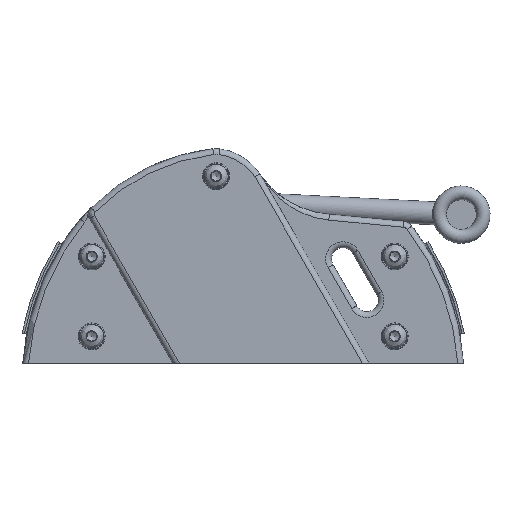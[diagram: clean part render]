
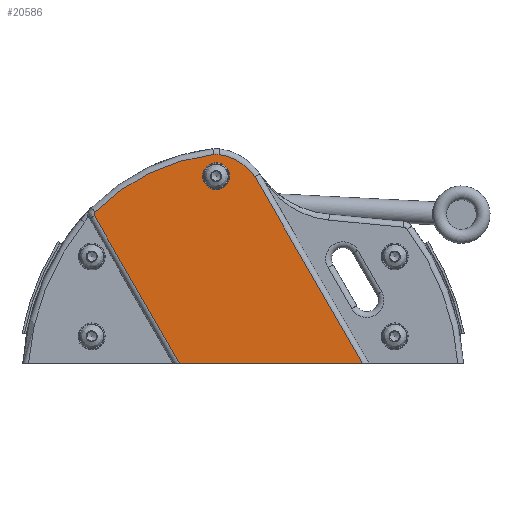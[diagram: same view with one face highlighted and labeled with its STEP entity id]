
A CAD part, left-side view. The second image highlights one B-rep face of the part: STEP entity #20586.
In plain terms, the highlighted planar face has unit normal (-1, 0, 0).
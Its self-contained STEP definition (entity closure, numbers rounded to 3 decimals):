
#196=FACE_BOUND('',#5433,.T.);
#434=PLANE('',#22497);
#1193=LINE('',#34630,#2365);
#1367=LINE('',#35830,#2539);
#1368=LINE('',#35852,#2540);
#2365=VECTOR('',#25894,10.);
#2539=VECTOR('',#26900,10.);
#2540=VECTOR('',#26911,10.);
#4076=FACE_OUTER_BOUND('',#5432,.T.);
#5432=EDGE_LOOP('',(#15360,#15361,#15362,#15363,#15364,#15365,#15366));
#5433=EDGE_LOOP('',(#15367));
#7299=CIRCLE('',#22498,22.5);
#7300=CIRCLE('',#22499,9.5);
#7301=CIRCLE('',#22500,87.5);
#7302=CIRCLE('',#22501,1.5);
#7303=CIRCLE('',#22502,5.85);
#9006=VERTEX_POINT('',#34627);
#9007=VERTEX_POINT('',#34629);
#9261=VERTEX_POINT('',#35829);
#9262=VERTEX_POINT('',#35844);
#9263=VERTEX_POINT('',#35846);
#9264=VERTEX_POINT('',#35848);
#9265=VERTEX_POINT('',#35850);
#9266=VERTEX_POINT('',#35853);
#11122=EDGE_CURVE('',#9006,#9007,#1193,.T.);
#11568=EDGE_CURVE('',#9006,#9261,#1367,.T.);
#11570=EDGE_CURVE('',#9261,#9262,#7299,.T.);
#11571=EDGE_CURVE('',#9262,#9263,#7300,.T.);
#11572=EDGE_CURVE('',#9263,#9264,#7301,.T.);
#11573=EDGE_CURVE('',#9264,#9265,#7302,.T.);
#11574=EDGE_CURVE('',#9265,#9007,#1368,.T.);
#11575=EDGE_CURVE('',#9266,#9266,#7303,.T.);
#15360=ORIENTED_EDGE('',*,*,#11122,.F.);
#15361=ORIENTED_EDGE('',*,*,#11568,.T.);
#15362=ORIENTED_EDGE('',*,*,#11570,.T.);
#15363=ORIENTED_EDGE('',*,*,#11571,.T.);
#15364=ORIENTED_EDGE('',*,*,#11572,.T.);
#15365=ORIENTED_EDGE('',*,*,#11573,.T.);
#15366=ORIENTED_EDGE('',*,*,#11574,.T.);
#15367=ORIENTED_EDGE('',*,*,#11575,.T.);
#20586=ADVANCED_FACE('',(#4076,#196),#434,.T.);
#22497=AXIS2_PLACEMENT_3D('',#35843,#26901,#26902);
#22498=AXIS2_PLACEMENT_3D('',#35845,#26903,#26904);
#22499=AXIS2_PLACEMENT_3D('',#35847,#26905,#26906);
#22500=AXIS2_PLACEMENT_3D('',#35849,#26907,#26908);
#22501=AXIS2_PLACEMENT_3D('',#35851,#26909,#26910);
#22502=AXIS2_PLACEMENT_3D('',#35854,#26912,#26913);
#25894=DIRECTION('',(0.,1.,0.));
#26900=DIRECTION('',(0.,0.5,0.866));
#26901=DIRECTION('center_axis',(-1.,0.,0.));
#26902=DIRECTION('ref_axis',(0.,0.,
-1.));
#26903=DIRECTION('center_axis',(-1.,0.,0.));
#26904=DIRECTION('ref_axis',(0.,-0.529,0.848));
#26905=DIRECTION('center_axis',(-1.,0.,0.));
#26906=DIRECTION('ref_axis',(0.,-0.009,
1.));
#26907=DIRECTION('center_axis',(-1.,0.,0.));
#26908=DIRECTION('ref_axis',(0.,0.435,0.9));
#26909=DIRECTION('center_axis',(-1.,0.,0.));
#26910=DIRECTION('ref_axis',(0.,0.991,0.131));
#26911=DIRECTION('',(0.,-0.5,-0.866));
#26912=DIRECTION('center_axis',(1.,0.,0.));
#26913=DIRECTION('ref_axis',(0.,-0.427,-0.904));
#34627=CARTESIAN_POINT('',(-34.,-52.787,5.));
#34629=CARTESIAN_POINT('',(-34.,26.888,5.));
#34630=CARTESIAN_POINT('',(-34.,25.702,5.));
#35829=CARTESIAN_POINT('',(-34.,-5.903,86.205));
#35830=CARTESIAN_POINT('',(-34.,-38.925,29.009));
#35843=CARTESIAN_POINT('Origin',(-34.,-43.797,65.501));
#35844=CARTESIAN_POINT('',(-34.,9.723,95.914));
#35845=CARTESIAN_POINT('Origin',(-34.,12.747,73.618));
#35846=CARTESIAN_POINT('',(-34.,12.103,95.936));
#35847=CARTESIAN_POINT('Origin',(-34.,11.,86.5));
#35848=CARTESIAN_POINT('',(-34.,63.709,71.004));
#35849=CARTESIAN_POINT('Origin',(-34.,1.942,9.028));
#35850=CARTESIAN_POINT('',(-34.,63.949,69.192));
#35851=CARTESIAN_POINT('Origin',(-34.,62.65,69.942));
#35852=CARTESIAN_POINT('',(-34.,49.682,44.48));
#35853=CARTESIAN_POINT('',(-34.,13.496,91.791));
#35854=CARTESIAN_POINT('Origin',(-34.,11.,86.5));
